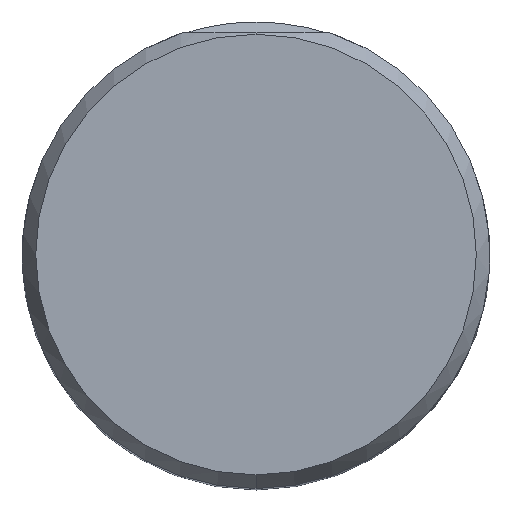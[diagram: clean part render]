
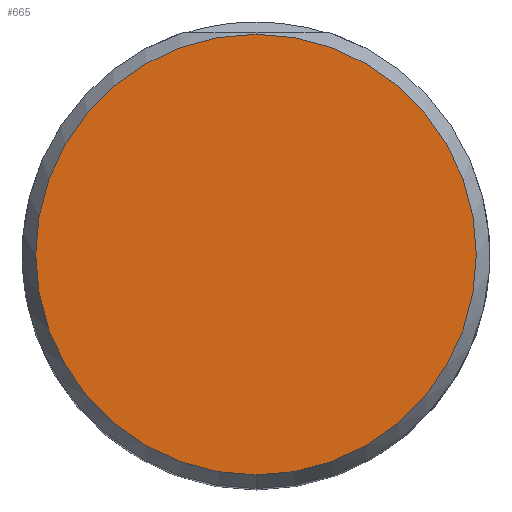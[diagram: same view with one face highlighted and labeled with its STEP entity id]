
A CAD part, top view. The second image highlights one B-rep face of the part: STEP entity #665.
In plain terms, the highlighted planar face has unit normal (0, 0, 1).
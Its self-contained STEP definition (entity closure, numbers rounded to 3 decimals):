
#467=EDGE_CURVE('',#641,#527,#981,.T.);
#527=VERTEX_POINT('',#1049);
#641=VERTEX_POINT('',#1172);
#663=EDGE_CURVE('',#527,#641,#1195,.T.);
#665=ADVANCED_FACE('',(#1197),#1198,.T.);
#981=CIRCLE('',#3789,15.076);
#1049=CARTESIAN_POINT('',(0.0,15.076,0.0));
#1172=CARTESIAN_POINT('',(0.,-15.076,0.0));
#1195=CIRCLE('',#7548,15.076);
#1197=FACE_OUTER_BOUND('',#7550,.T.);
#1198=PLANE('',#7551);
#3789=AXIS2_PLACEMENT_3D('',#9827,#9828,#9829);
#7548=AXIS2_PLACEMENT_3D('',#10057,#10058,#10059);
#7550=EDGE_LOOP('',(#10061,#10062));
#7551=AXIS2_PLACEMENT_3D('',#10063,#10064,#10065);
#9827=CARTESIAN_POINT('',(0.0,0.0,0.0));
#9828=DIRECTION('',(0.0,0.0,-1.0));
#9829=DIRECTION('',(0.0,1.0,0.0));
#10057=CARTESIAN_POINT('',(0.0,0.0,0.0));
#10058=DIRECTION('',(0.0,0.0,-1.0));
#10059=DIRECTION('',(0.0,1.0,0.0));
#10061=ORIENTED_EDGE('',*,*,#663,.F.);
#10062=ORIENTED_EDGE('',*,*,#467,.F.);
#10063=CARTESIAN_POINT('',(0.0,7.538,0.0));
#10064=DIRECTION('',(-0.0,0.0,1.0));
#10065=DIRECTION('',(0.0,-1.0,0.0));
